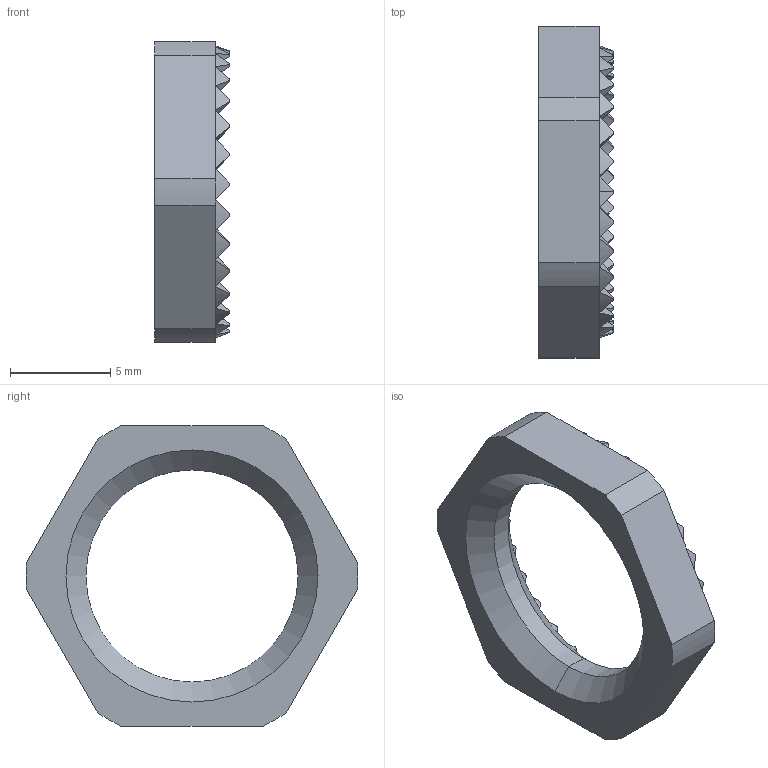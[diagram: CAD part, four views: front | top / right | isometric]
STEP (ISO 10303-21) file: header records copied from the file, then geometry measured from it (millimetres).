
FILE_DESCRIPTION (( 'STEP AP203' ), '1' );
FILE_NAME ('D3412100IndA.STEP', '2015-08-21T06:37:15', ( '' ), ( '' ), 'SwSTEP 2.0', 'SolidWorks 2015', '' );
FILE_SCHEMA (( 'CONFIG_CONTROL_DESIGN' ));
Length unit declared in the file: millimetre
Products named in the file (1): D3412100IndA
Bounding box: 3.7 x 16.59 x 15 mm (x, y, z)
Volume: 287.3 mm3; surface area: 455.2 mm2
Topology: 1 solids, 1 shells, 167 faces, 372 edges, 208 vertices
Faces by surface type: plane 96, cone 63, cylinder 8
Entity records: 4585 total; most frequent: CARTESIAN_POINT 1096, ORIENTED_EDGE 744, DIRECTION 730, EDGE_CURVE 372, AXIS2_PLACEMENT_3D 306, VERTEX_POINT 208, EDGE_LOOP 170, FACE_OUTER_BOUND 167
